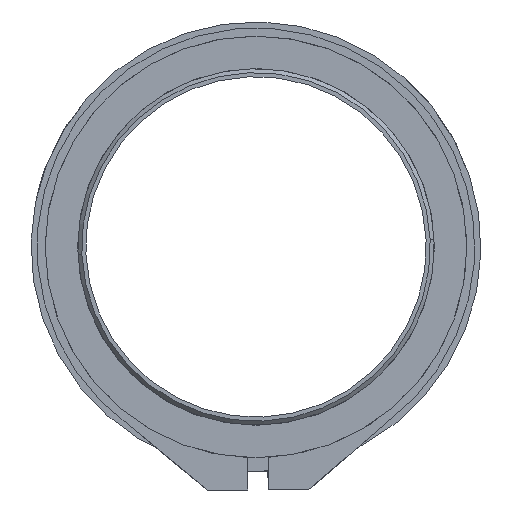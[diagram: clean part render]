
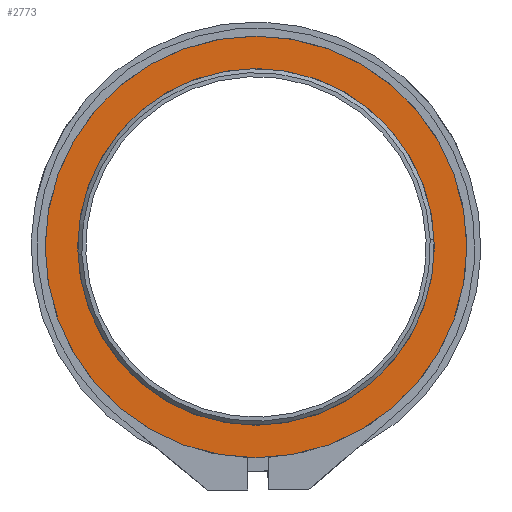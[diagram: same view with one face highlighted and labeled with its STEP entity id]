
A CAD part, front view. The second image highlights one B-rep face of the part: STEP entity #2773.
In plain terms, the highlighted planar face has unit normal (0, -1, 0).
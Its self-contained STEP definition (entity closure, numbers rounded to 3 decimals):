
#90 = FACE_BOUND ( 'NONE', #4825, .T. ) ;
#293 = EDGE_CURVE ( 'NONE', #5829, #1764, #3113, .T. ) ;
#341 = AXIS2_PLACEMENT_3D ( 'NONE', #1963, #4695, #4256 ) ;
#497 = DIRECTION ( 'NONE',  ( 0., 1., 0. ) ) ;
#578 = CARTESIAN_POINT ( 'NONE',  ( 44., -16.619, 0. ) ) ;
#735 = AXIS2_PLACEMENT_3D ( 'NONE', #3678, #497, #4135 ) ;
#1135 = CIRCLE ( 'NONE', #341, 52. ) ;
#1199 = CIRCLE ( 'NONE', #4313, 52. ) ;
#1285 = ORIENTED_EDGE ( 'NONE', *, *, #293, .T. ) ;
#1447 = DIRECTION ( 'NONE',  ( 0., 1., 0. ) ) ;
#1549 = PLANE ( 'NONE',  #2589 ) ;
#1562 = AXIS2_PLACEMENT_3D ( 'NONE', #3273, #1447, #4179 ) ;
#1740 = DIRECTION ( 'NONE',  ( 0., 1., 0. ) ) ;
#1764 = VERTEX_POINT ( 'NONE', #578 ) ;
#1934 = EDGE_CURVE ( 'NONE', #4385, #3237, #1199, .T. ) ;
#1963 = CARTESIAN_POINT ( 'NONE',  ( 0., -16.619, 0. ) ) ;
#2027 = CARTESIAN_POINT ( 'NONE',  ( -52., -16.619, 0. ) ) ;
#2589 = AXIS2_PLACEMENT_3D ( 'NONE', #5706, #3927, #5275 ) ;
#2773 = ADVANCED_FACE ( 'NONE', ( #5054, #90 ), #1549, .F. ) ;
#2875 = CARTESIAN_POINT ( 'NONE',  ( -44., -16.619, 0. ) ) ;
#2900 = ORIENTED_EDGE ( 'NONE', *, *, #3662, .F. ) ;
#3113 = CIRCLE ( 'NONE', #1562, 44. ) ;
#3237 = VERTEX_POINT ( 'NONE', #4010 ) ;
#3273 = CARTESIAN_POINT ( 'NONE',  ( 0., -16.619, 0. ) ) ;
#3662 = EDGE_CURVE ( 'NONE', #3237, #4385, #1135, .T. ) ;
#3678 = CARTESIAN_POINT ( 'NONE',  ( 0., -16.619, 0. ) ) ;
#3927 = DIRECTION ( 'NONE',  ( 0., 1., 0. ) ) ;
#4010 = CARTESIAN_POINT ( 'NONE',  ( 52., -16.619, 0. ) ) ;
#4104 = ORIENTED_EDGE ( 'NONE', *, *, #5599, .T. ) ;
#4135 = DIRECTION ( 'NONE',  ( -1., 0., 0. ) ) ;
#4179 = DIRECTION ( 'NONE',  ( -1., 0., 0. ) ) ;
#4256 = DIRECTION ( 'NONE',  ( -1., 0., 0. ) ) ;
#4313 = AXIS2_PLACEMENT_3D ( 'NONE', #4930, #1740, #4471 ) ;
#4385 = VERTEX_POINT ( 'NONE', #2027 ) ;
#4471 = DIRECTION ( 'NONE',  ( -1., 0., 0. ) ) ;
#4695 = DIRECTION ( 'NONE',  ( 0., 1., 0. ) ) ;
#4825 = EDGE_LOOP ( 'NONE', ( #1285, #4104 ) ) ;
#4930 = CARTESIAN_POINT ( 'NONE',  ( 0., -16.619, 0. ) ) ;
#5054 = FACE_OUTER_BOUND ( 'NONE', #5450, .T. ) ;
#5212 = CIRCLE ( 'NONE', #735, 44. ) ;
#5275 = DIRECTION ( 'NONE',  ( -1., 0., 0. ) ) ;
#5450 = EDGE_LOOP ( 'NONE', ( #5565, #2900 ) ) ;
#5565 = ORIENTED_EDGE ( 'NONE', *, *, #1934, .F. ) ;
#5599 = EDGE_CURVE ( 'NONE', #1764, #5829, #5212, .T. ) ;
#5706 = CARTESIAN_POINT ( 'NONE',  ( 0., -16.619, 0. ) ) ;
#5829 = VERTEX_POINT ( 'NONE', #2875 ) ;
